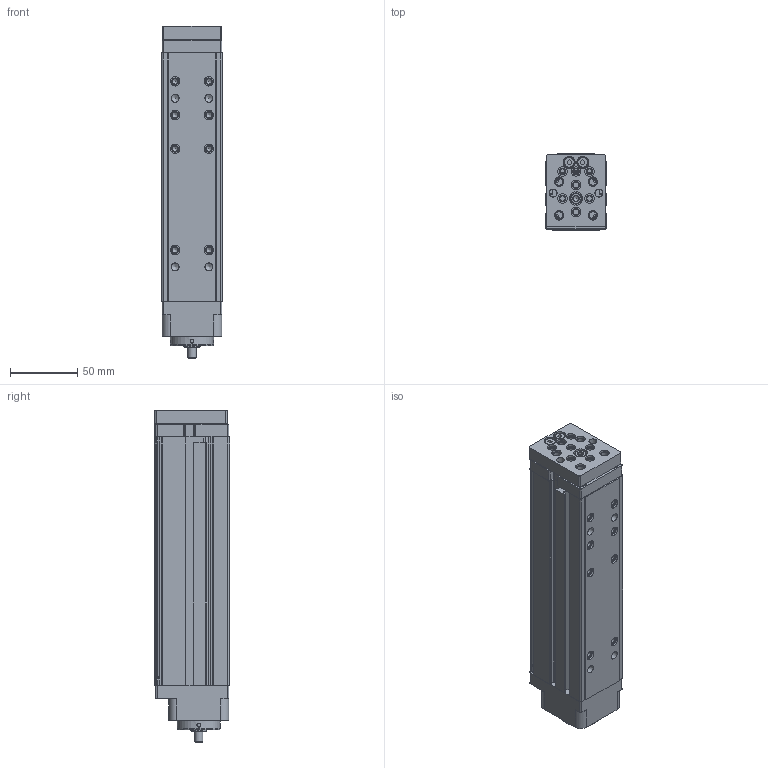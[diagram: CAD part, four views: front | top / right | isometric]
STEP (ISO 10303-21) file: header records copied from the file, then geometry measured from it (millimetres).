
FILE_DESCRIPTION(/* description */ ('STEP AP214'),/* implementation_level */ '2;1');
FILE_NAME(/* name */ '559335_EGSL-BS-45-100-10P',/* time_stamp */ '2024-08-27T14:18:39+02:00',/* author */ ('License CC BY-ND 4.0'),/* organization */ ('CADENAS'),/* preprocessor_version */ 'ST-DEVELOPER v19.3',/* originating_system */ 'PARTsolutions',/* authorisation */ ' ');
FILE_SCHEMA (('AUTOMOTIVE_DESIGN {1 0 10303 214 3 1 1}'));
Length unit declared in the file: millimetre
Products named in the file (3): 559335 EGSL-BS-45-100-10P---(0); 559335 EGSL-BS-45-100-10P---(ZYL_0); 559335 EGSL-BS-45-100-10P---(P1_0)
Assembly tree (2 placements, depth 2):
  559335 EGSL-BS-45-100-10P---(0)
    559335 EGSL-BS-45-100-10P---(ZYL_0)
    559335 EGSL-BS-45-100-10P---(P1_0)
Bounding box: 44.5 x 56 x 246 mm (x, y, z)
Volume: 445279.8 mm3; surface area: 133083.6 mm2
Topology: 2 solids, 2 shells, 785 faces, 1978 edges, 1262 vertices
Faces by surface type: plane 406, cylinder 247, cone 124, torus 8
Full cylindrical faces by diameter (mm): 1.567 x1, 2.459 x12, 4.134 x29, 4.917 x4, 5.5 x4, 5.8 x6, 6 x11, 7 x33, 8 x2, 8.5 x5, 9 x6, 9.4 x8, 9.6 x1, 10 x5, 12 x1, 15 x1, 16 x2, 30.6 x2, 32 x1
Entity records: 22295 total; most frequent: CARTESIAN_POINT 4222, DIRECTION 3758, ORIENTED_EDGE 3372, EDGE_CURVE 1686, AXIS2_PLACEMENT_3D 1424, VERTEX_POINT 1236, FACE_BOUND 1178, EDGE_LOOP 1148
